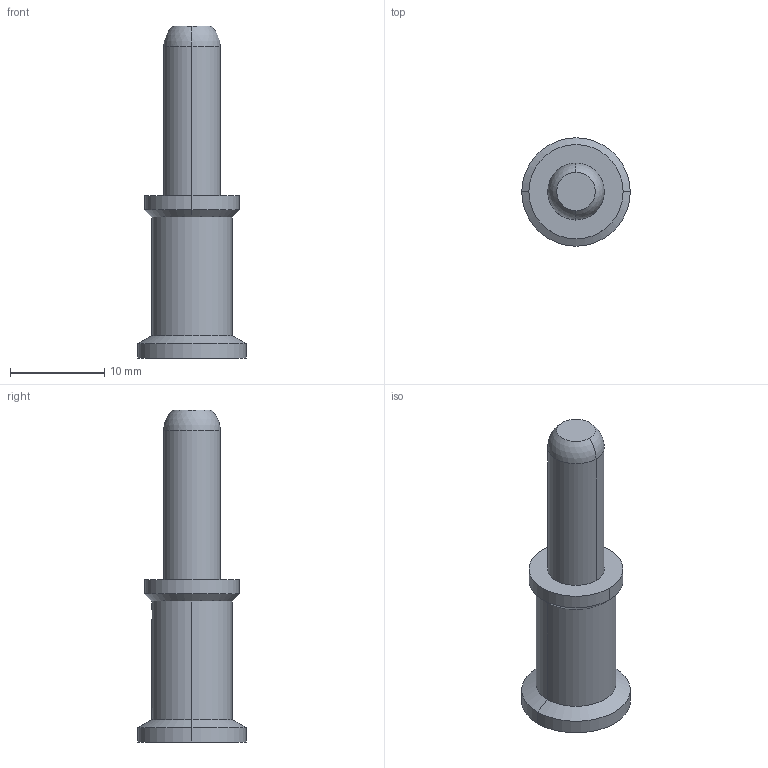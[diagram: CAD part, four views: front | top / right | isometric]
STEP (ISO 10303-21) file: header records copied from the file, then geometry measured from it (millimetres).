
FILE_DESCRIPTION(('Creo Elements/Direct Modeling STEP Export'),'2;1');
FILE_NAME('223miqb60rnoufc13388','2024-01-23T15:35:51',(''),(''),'Creo Elements/Direct Modeling STEP processor for AP214 (Solid Model)','Creo Elements/Direct Modeling 20.5B 27-May-2023 (C) Parametric Technology GmbH','');
FILE_SCHEMA(('AUTOMOTIVE_DESIGN { 1 0 10303 214 1 1 1 1 }'));
Length unit declared in the file: millimetre
Products named in the file (2): CX7MA_16_XF
Assembly tree (1 placements, depth 2):
  CX7MA_16_XF
    CX7MA_16_XF
Bounding box: 11.5 x 11.5 x 35.2 mm (x, y, z)
Volume: 1098.9 mm3; surface area: 1316.5 mm2
Topology: 1 solids, 1 shells, 25 faces, 57 edges, 33 vertices
Faces by surface type: cylinder 12, cone 8, plane 3, sphere 2
Entity records: 1118 total; most frequent: CARTESIAN_POINT 552, ORIENTED_EDGE 110, DIRECTION 106, EDGE_CURVE 55, AXIS2_PLACEMENT_3D 43, VERTEX_POINT 33, EDGE_LOOP 28, FACE_OUTER_BOUND 25
